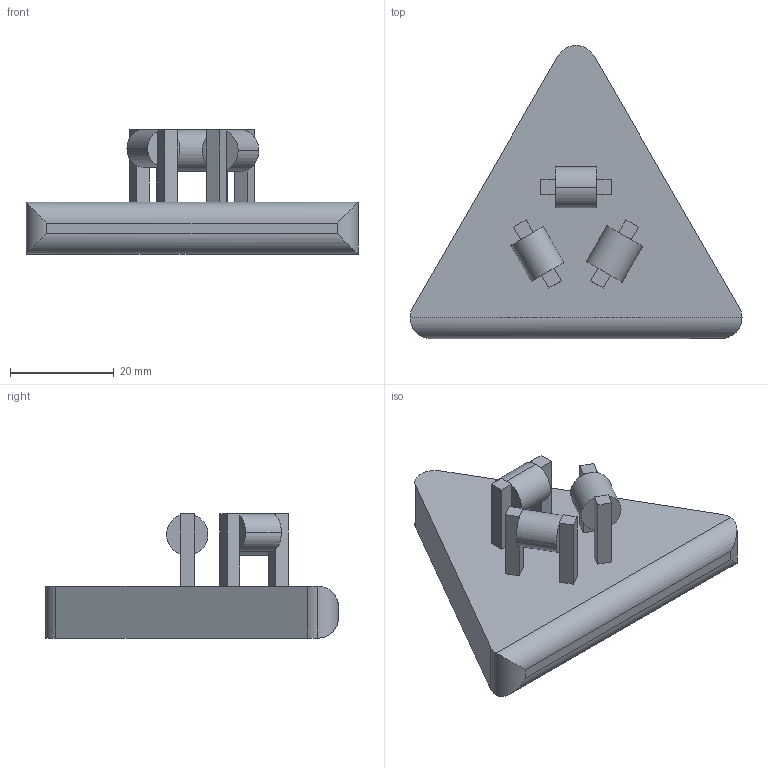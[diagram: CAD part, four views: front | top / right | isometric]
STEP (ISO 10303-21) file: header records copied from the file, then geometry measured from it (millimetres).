
FILE_DESCRIPTION (( 'STEP AP214' ), '1' );
FILE_NAME ('階啣.ST', '2023-11-02T04:01:47', ( '' ), ( '' ), 'SwSTEP 2.0', 'SolidWorks 2022', '' );
FILE_SCHEMA (( 'AUTOMOTIVE_DESIGN' ));
Length unit declared in the file: millimetre
Products named in the file (1): 顶板
Bounding box: 64.14 x 56.62 x 24 mm (x, y, z)
Volume: 22261.5 mm3; surface area: 7450.2 mm2
Topology: 1 solids, 1 shells, 72 faces, 174 edges, 104 vertices
Faces by surface type: plane 59, cylinder 13
Entity records: 2102 total; most frequent: CARTESIAN_POINT 363, DIRECTION 362, ORIENTED_EDGE 348, EDGE_CURVE 174, VECTOR 124, LINE 124, AXIS2_PLACEMENT_3D 119, VERTEX_POINT 104
